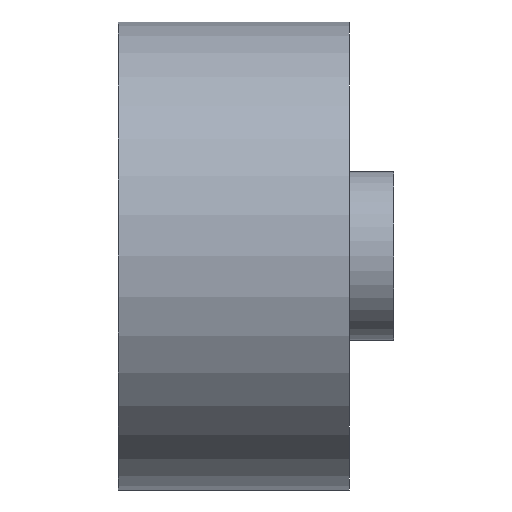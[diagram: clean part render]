
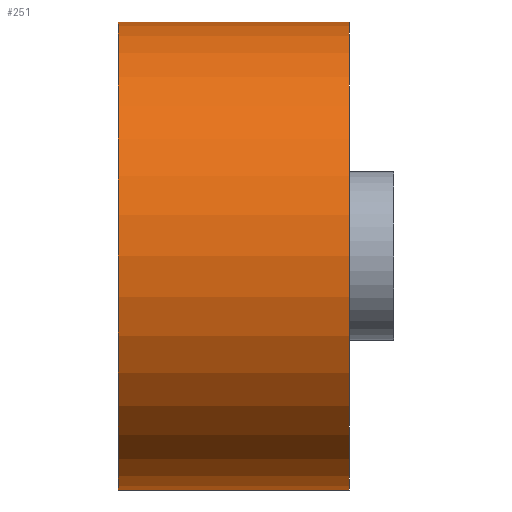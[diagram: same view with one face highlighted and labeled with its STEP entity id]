
A CAD part, left-side view. The second image highlights one B-rep face of the part: STEP entity #251.
In plain terms, the highlighted cylindrical face has radius 13.15 mm (diameter 26.3 mm), a partial arc.
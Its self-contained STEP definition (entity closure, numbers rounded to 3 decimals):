
#44 = LINE ( 'NONE', #911, #764 ) ;
#51 = VERTEX_POINT ( 'NONE', #979 ) ;
#76 = VERTEX_POINT ( 'NONE', #293 ) ;
#136 = CARTESIAN_POINT ( 'NONE',  ( 0., 0., 0. ) ) ;
#145 = DIRECTION ( 'NONE',  ( 0., 1., 0. ) ) ;
#149 = EDGE_CURVE ( 'NONE', #943, #944, #44, .T. ) ;
#166 = CARTESIAN_POINT ( 'NONE',  ( 0., 13., 0. ) ) ;
#213 = DIRECTION ( 'NONE',  ( 0., -1., 0. ) ) ;
#226 = DIRECTION ( 'NONE',  ( 0., 0., -1. ) ) ;
#234 = DIRECTION ( 'NONE',  ( 0., 0., 1. ) ) ;
#237 = CYLINDRICAL_SURFACE ( 'NONE', #603, 13.15 ) ;
#240 = AXIS2_PLACEMENT_3D ( 'NONE', #166, #644, #934 ) ;
#251 = ADVANCED_FACE ( 'NONE', ( #457 ), #237, .T. ) ;
#282 = DIRECTION ( 'NONE',  ( 0., -1., 0. ) ) ;
#293 = CARTESIAN_POINT ( 'NONE',  ( 0., 13., 13.15 ) ) ;
#412 = ORIENTED_EDGE ( 'NONE', *, *, #845, .F. ) ;
#457 = FACE_OUTER_BOUND ( 'NONE', #566, .T. ) ;
#487 = ORIENTED_EDGE ( 'NONE', *, *, #975, .T. ) ;
#566 = EDGE_LOOP ( 'NONE', ( #412, #662, #619, #487 ) ) ;
#588 = VECTOR ( 'NONE', #282, 1000. ) ;
#603 = AXIS2_PLACEMENT_3D ( 'NONE', #759, #929, #226 ) ;
#619 = ORIENTED_EDGE ( 'NONE', *, *, #149, .T. ) ;
#644 = DIRECTION ( 'NONE',  ( 0., 1., 0. ) ) ;
#659 = LINE ( 'NONE', #973, #588 ) ;
#662 = ORIENTED_EDGE ( 'NONE', *, *, #677, .F. ) ;
#671 = CIRCLE ( 'NONE', #240, 13.15 ) ;
#677 = EDGE_CURVE ( 'NONE', #943, #76, #671, .T. ) ;
#759 = CARTESIAN_POINT ( 'NONE',  ( 0., 13., 0. ) ) ;
#764 = VECTOR ( 'NONE', #213, 1000. ) ;
#834 = CARTESIAN_POINT ( 'NONE',  ( 0., 13., -13.15 ) ) ;
#845 = EDGE_CURVE ( 'NONE', #76, #51, #659, .T. ) ;
#869 = AXIS2_PLACEMENT_3D ( 'NONE', #136, #145, #234 ) ;
#911 = CARTESIAN_POINT ( 'NONE',  ( 0., 13., -13.15 ) ) ;
#929 = DIRECTION ( 'NONE',  ( 0., -1., 0. ) ) ;
#934 = DIRECTION ( 'NONE',  ( 0., 0., 1. ) ) ;
#943 = VERTEX_POINT ( 'NONE', #834 ) ;
#944 = VERTEX_POINT ( 'NONE', #988 ) ;
#973 = CARTESIAN_POINT ( 'NONE',  ( 0., 13., 13.15 ) ) ;
#975 = EDGE_CURVE ( 'NONE', #944, #51, #1000, .T. ) ;
#979 = CARTESIAN_POINT ( 'NONE',  ( 0., 0., 13.15 ) ) ;
#988 = CARTESIAN_POINT ( 'NONE',  ( 0., 0., -13.15 ) ) ;
#1000 = CIRCLE ( 'NONE', #869, 13.15 ) ;
